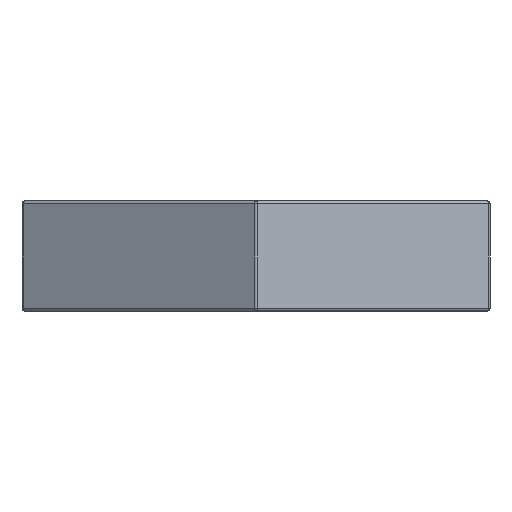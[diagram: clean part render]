
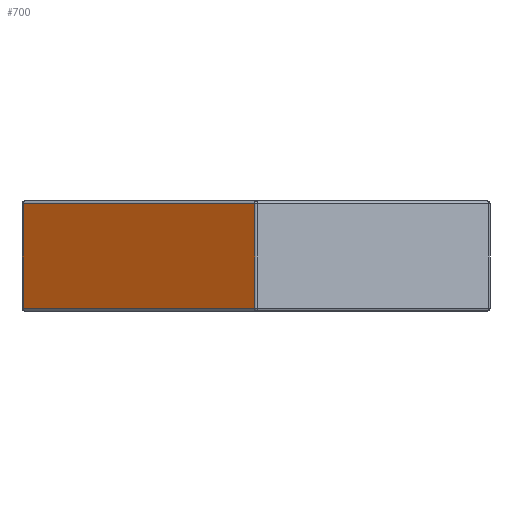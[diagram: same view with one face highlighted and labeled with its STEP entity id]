
A CAD part, left-side view. The second image highlights one B-rep face of the part: STEP entity #700.
In plain terms, the highlighted planar face has unit normal (-0.866, 0.5, 0).
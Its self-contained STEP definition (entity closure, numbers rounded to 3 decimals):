
#22=PLANE('',#798);
#70=FACE_OUTER_BOUND('',#118,.T.);
#118=EDGE_LOOP('',(#553,#554,#555,#556));
#224=LINE('',#1380,#266);
#226=LINE('',#1387,#268);
#228=LINE('',#1393,#270);
#229=LINE('',#1394,#271);
#266=VECTOR('',#971,10.);
#268=VECTOR('',#981,10.);
#270=VECTOR('',#987,10.);
#271=VECTOR('',#988,10.);
#327=VERTEX_POINT('',#1372);
#330=VERTEX_POINT('',#1379);
#331=VERTEX_POINT('',#1386);
#333=VERTEX_POINT('',#1392);
#408=EDGE_CURVE('',#327,#330,#224,.T.);
#412=EDGE_CURVE('',#330,#331,#226,.T.);
#415=EDGE_CURVE('',#333,#327,#228,.T.);
#416=EDGE_CURVE('',#331,#333,#229,.T.);
#553=ORIENTED_EDGE('',*,*,#408,.F.);
#554=ORIENTED_EDGE('',*,*,#415,.F.);
#555=ORIENTED_EDGE('',*,*,#416,.F.);
#556=ORIENTED_EDGE('',*,*,#412,.F.);
#700=ADVANCED_FACE('',(#70),#22,.T.);
#798=AXIS2_PLACEMENT_3D('',#1391,#985,#986);
#971=DIRECTION('',(0.,0.,1.));
#981=DIRECTION('',(-0.5,-0.866,0.));
#985=DIRECTION('center_axis',(-0.866,0.5,0.));
#986=DIRECTION('ref_axis',(-0.5,-0.866,0.));
#987=DIRECTION('',(0.5,0.866,0.));
#988=DIRECTION('',(0.,0.,-1.));
#1372=CARTESIAN_POINT('',(96.064,-16.55,0.1));
#1379=CARTESIAN_POINT('',(96.064,-16.55,3.9));
#1380=CARTESIAN_POINT('',(96.064,-16.55,0.));
#1386=CARTESIAN_POINT('',(91.214,-24.95,3.9));
#1387=CARTESIAN_POINT('',(94.866,-18.625,3.9));
#1391=CARTESIAN_POINT('Origin',(96.093,-16.5,0.));
#1392=CARTESIAN_POINT('',(91.214,-24.95,0.1));
#1393=CARTESIAN_POINT('',(94.866,-18.625,0.1));
#1394=CARTESIAN_POINT('',(91.214,-24.95,0.));
